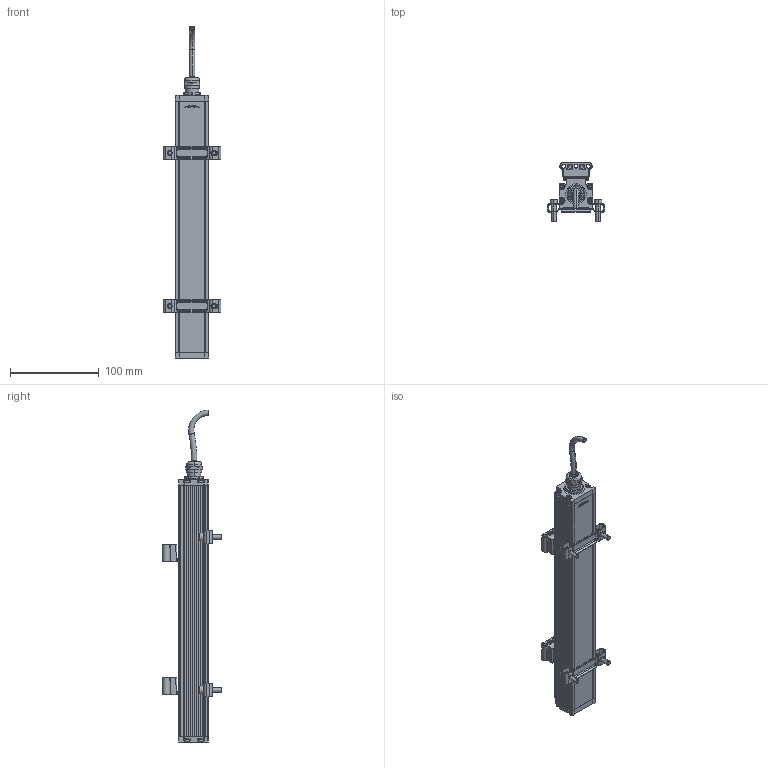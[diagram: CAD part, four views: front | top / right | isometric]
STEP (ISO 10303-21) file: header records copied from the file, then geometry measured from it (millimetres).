
FILE_DESCRIPTION (( 'STEP AP214' ), '1' );
FILE_NAME ('TP1_Z001_BG_Kabel~00.STEP', '2012-05-30T08:43:08', ( 'dummy' ), ( 'Hewlett-Packard Company' ), 'SwSTEP 2.0', 'SolidWorks 2011', '' );
FILE_SCHEMA (( 'AUTOMOTIVE_DESIGN' ));
Length unit declared in the file: millimetre
Products named in the file (26): 518623_Flanschplatte_fuer_Kabelabgang_(Fraesteil)~02; Typenschild_TP1 - Internetdaten; TLM_Z002_BG_Kabelabgang~00; TLM_Z002_Lötende~00; TLM_Z002_Litze_7~00; TLM_Z002_Litze_3~00; TLM_Z002_Litze_5~00; TLM_Z002_Litze_2~00; TLM_Z002_Litze_8~00; TLM_Z002_Litze_4~00; TLM_Z002_Litze_6~00; TLM_Z002_Litze_1~00; TLM_Z002_BG_Verschraubung_Kabelabgang~00; TLM_Z002_Kabelabgang_Isolierung~01; TLM_Z002_Kabelabgang_Klemmeinsatz~00; TLM_Z002_Kabelabgang_O-Ring~00; TLM_Z002_Kabelabgang_Überwurfmutter~00; TLM_Z002_Kabelabgang_Verschraubung~00; 518624_Endflansch_Fraesteil~02; 514989_Zyl.-Schraube_M3x16_Furch._m._Torx~00; 515153_515341_spannklammer_tl~01; 511028_518551~00; 518679_Sicherungsscheibe_S3_Schnorr~00; 518735_Magnetträger_ungeführt_für_Z-TP1-P06~04; 518398_518399_fuer_Z001_Gehaeuseprofil_fuer_Z001~00_mit Ausfräsung; TP1_Z001_BG_Kabel~00
Assembly tree (51 placements, depth 4):
  TP1_Z001_BG_Kabel~00
    515153_515341_spannklammer_tl~01  x2
    511028_518551~00  x4
    518679_Sicherungsscheibe_S3_Schnorr~00  x8
    518735_Magnetträger_ungeführt_für_Z-TP1-P06~04  x2
    518624_Endflansch_Fraesteil~02
    514989_Zyl.-Schraube_M3x16_Furch._m._Torx~00  x8
    Typenschild_TP1 - Internetdaten
    TLM_Z002_BG_Kabelabgang~00
      TLM_Z002_Lötende~00  x8
      TLM_Z002_Litze_1~00
      TLM_Z002_Litze_4~00
      TLM_Z002_Litze_8~00
      TLM_Z002_Litze_2~00
      TLM_Z002_Litze_5~00
      TLM_Z002_Litze_3~00
      TLM_Z002_Litze_7~00
      TLM_Z002_BG_Verschraubung_Kabelabgang~00
        TLM_Z002_Kabelabgang_Verschraubung~00
        TLM_Z002_Kabelabgang_Klemmeinsatz~00
        TLM_Z002_Kabelabgang_Isolierung~01
        TLM_Z002_Kabelabgang_O-Ring~00
        TLM_Z002_Kabelabgang_Überwurfmutter~00
      TLM_Z002_Litze_6~00
    518623_Flanschplatte_fuer_Kabelabgang_(Fraesteil)~02
    518398_518399_fuer_Z001_Gehaeuseprofil_fuer_Z001~00_mit Ausfräsung
Bounding box: 65 x 66.91 x 374.29 mm (x, y, z)
Volume: 169958.2 mm3; surface area: 142837.3 mm2
Topology: 49 solids, 49 shells, 6208 faces, 17493 edges, 11418 vertices
Faces by surface type: plane 4646, cylinder 762, bspline 472, cone 170, torus 134, sphere 24
Entity records: 103047 total; most frequent: CARTESIAN_POINT 37864, ORIENTED_EDGE 12804, DIRECTION 10272, EDGE_CURVE 6402, VERTEX_POINT 4174, LINE 3682, VECTOR 3682, AXIS2_PLACEMENT_3D 3295
